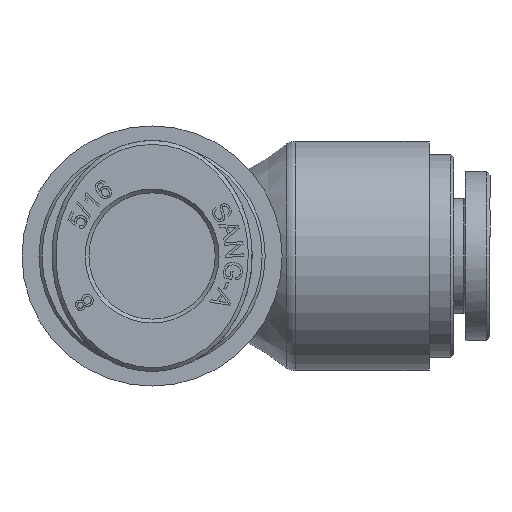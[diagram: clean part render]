
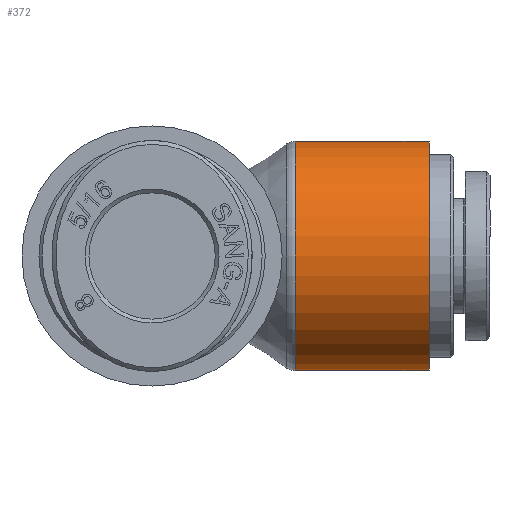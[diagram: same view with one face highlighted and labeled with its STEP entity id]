
A CAD part, left-side view. The second image highlights one B-rep face of the part: STEP entity #372.
In plain terms, the highlighted cylindrical face has radius 7.45 mm (diameter 14.9 mm), a full revolution.
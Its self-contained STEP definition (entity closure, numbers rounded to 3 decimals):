
#341=CARTESIAN_POINT('',(7.45,-9.296,0.));
#342=VERTEX_POINT('',#341);
#343=CARTESIAN_POINT('',(0.0,-9.296,0.0));
#344=DIRECTION('',(0.0,1.0,0.0));
#345=DIRECTION('',(-1.0,0.0,0.0));
#346=AXIS2_PLACEMENT_3D('',#343,#344,#345);
#347=CIRCLE('',#346,7.45);
#348=EDGE_CURVE('',#342,#342,#347,.T.);
#353=CARTESIAN_POINT('',(0.0,-13.5,0.0));
#354=DIRECTION('',(0.0,-1.0,0.0));
#355=DIRECTION('',(1.0,0.0,0.0));
#356=AXIS2_PLACEMENT_3D('',#353,#354,#355);
#357=CYLINDRICAL_SURFACE('',#356,7.45);
#358=CARTESIAN_POINT('',(7.45,-18.0,0.0));
#359=VERTEX_POINT('',#358);
#360=CARTESIAN_POINT('',(0.0,-18.0,0.0));
#361=DIRECTION('',(0.0,-1.0,0.0));
#362=DIRECTION('',(1.0,0.0,0.0));
#363=AXIS2_PLACEMENT_3D('',#360,#361,#362);
#364=CIRCLE('',#363,7.45);
#365=EDGE_CURVE('',#359,#359,#364,.T.);
#366=ORIENTED_EDGE('',*,*,#365,.F.);
#367=EDGE_LOOP('',(#366));
#368=FACE_OUTER_BOUND('',#367,.T.);
#369=ORIENTED_EDGE('',*,*,#348,.F.);
#370=EDGE_LOOP('',(#369));
#371=FACE_BOUND('',#370,.T.);
#372=ADVANCED_FACE('',(#368,#371),#357,.T.);
